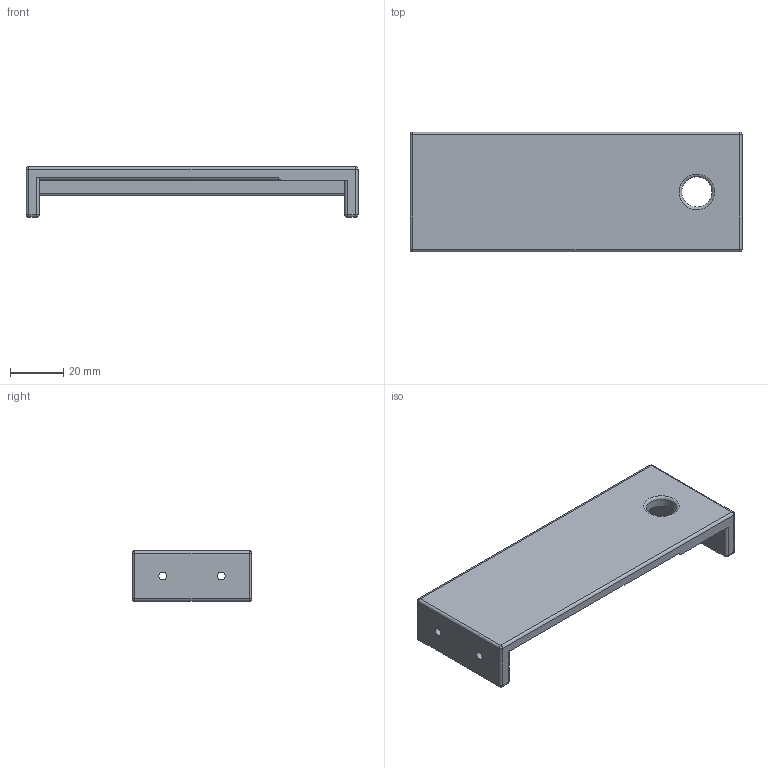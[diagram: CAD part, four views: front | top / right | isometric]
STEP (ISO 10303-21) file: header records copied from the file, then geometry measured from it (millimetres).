
FILE_DESCRIPTION(/* description */ (''),/* implementation_level */ '2;1');
FILE_NAME(/* name */ 'subwaycommande v3.step',/* time_stamp */ '2025-06-29T01:07:44+02:00',/* author */ (''),/* organization */ (''),/* preprocessor_version */ 'ST-DEVELOPER v20.1',/* originating_system */ 'Autodesk Translation Framework v14.10.0.0',/* authorisation */ '');
FILE_SCHEMA (('AUTOMOTIVE_DESIGN { 1 0 10303 214 3 1 1 }'));
Length unit declared in the file: millimetre
Products named in the file (1): subwaycommande
Bounding box: 125 x 45 x 19 mm (x, y, z)
Volume: 32973 mm3; surface area: 16978.8 mm2
Topology: 1 solids, 1 shells, 72 faces, 164 edges, 95 vertices
Faces by surface type: cylinder 35, plane 15, sphere 12, bspline 4, cone 4, torus 2
Full cylindrical faces by diameter (mm): 3 x4, 11.4 x1
Entity records: 2076 total; most frequent: DIRECTION 385, CARTESIAN_POINT 364, ORIENTED_EDGE 328, EDGE_CURVE 164, AXIS2_PLACEMENT_3D 152, VERTEX_POINT 95, EDGE_LOOP 83, LINE 81
